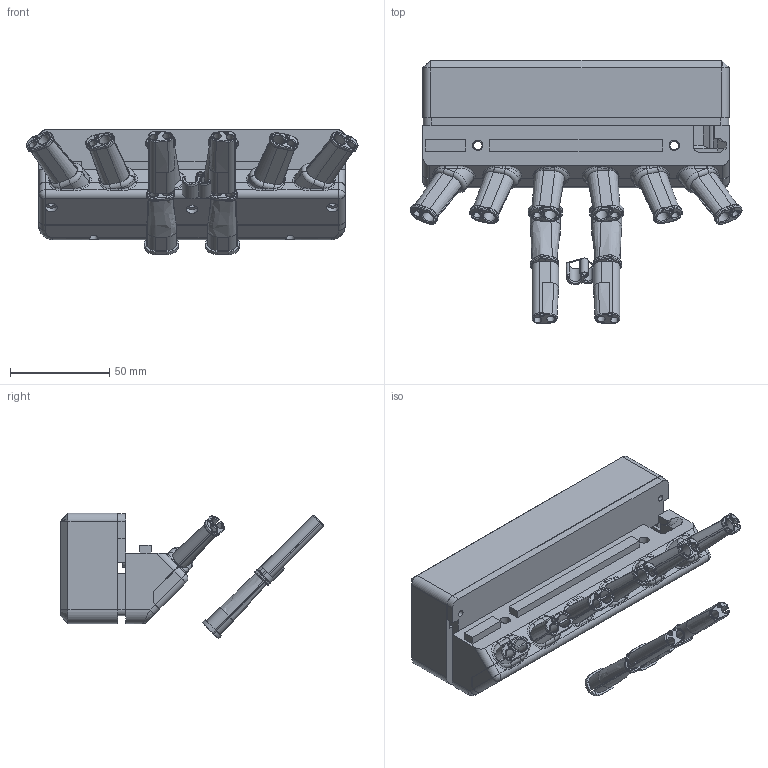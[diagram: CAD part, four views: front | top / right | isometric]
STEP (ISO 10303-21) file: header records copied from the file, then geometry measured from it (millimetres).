
FILE_DESCRIPTION(/* description */ ('','CAx-IF Rec.Pracs.---Representation and Presentation of Product Manufacturing Information (PMI)---4.0---2014-10-13'),/* implementation_level */ '2;1');
FILE_NAME(/* name */ 'Hub 6mm tubes.step',/* time_stamp */ '2024-11-25T19:54:42+01:00',/* author */ (''),/* organization */ (''),/* preprocessor_version */ 'ST-DEVELOPER v20',/* originating_system */ 'Autodesk Translation Framework v13.20.0.188',/* authorisation */ '');
FILE_SCHEMA (('AP242_MANAGED_MODEL_BASED_3D_ENGINEERING_MIM_LF { 1 0 10303 442 1 1 4 }'));
Length unit declared in the file: millimetre
Products named in the file (5): ToolheadWiring 6mm; Strain relief right; Strain relief Left; [TPU] Strain Relief Right 4mm; [TPU] Strain Relief Left 4mm
Assembly tree (8 placements, depth 2):
  ToolheadWiring 6mm
    Strain relief right  x3
    Strain relief Left  x3
    [TPU] Strain Relief Right 4mm
    [TPU] Strain Relief Left 4mm
Bounding box: 167.3 x 133 x 63.17 mm (x, y, z)
Volume: 152739 mm3; surface area: 112318.2 mm2
Topology: 15 solids, 15 shells, 1318 faces, 3487 edges, 2192 vertices
Faces by surface type: plane 569, cylinder 439, bspline 119, torus 98, cone 79, sphere 14
Full cylindrical faces by diameter (mm): 1.5 x10, 2.5 x1, 3 x2, 3.2 x16, 4 x2, 4.2 x4, 4.4 x2, 4.7 x7, 5.2 x2, 6 x3, 6.2 x2, 10 x2
Entity records: 39039 total; most frequent: CARTESIAN_POINT 13284, ORIENTED_EDGE 5546, DIRECTION 5126, EDGE_CURVE 2773, AXIS2_PLACEMENT_3D 1777, VERTEX_POINT 1768, LINE 1572, VECTOR 1572
